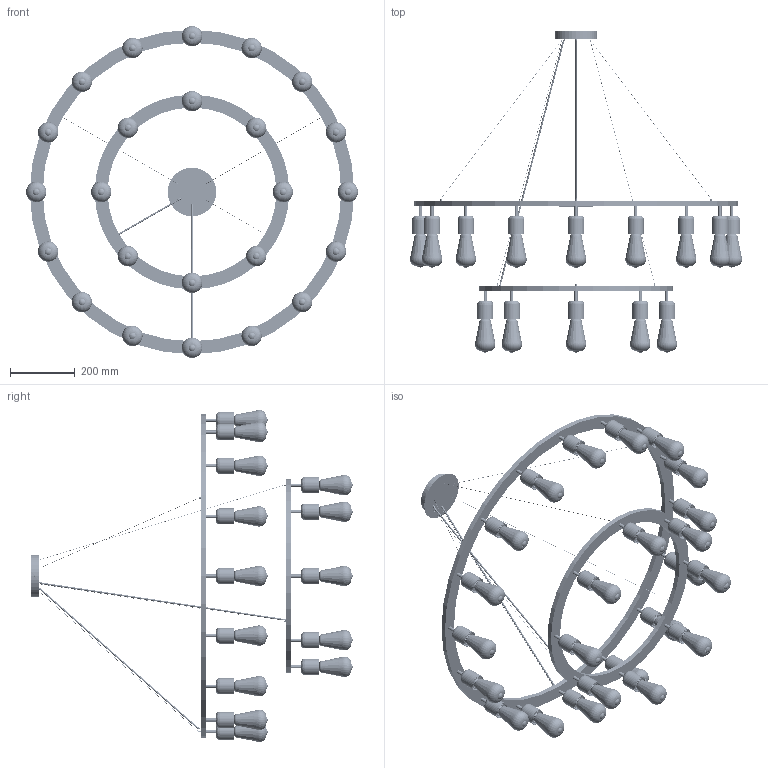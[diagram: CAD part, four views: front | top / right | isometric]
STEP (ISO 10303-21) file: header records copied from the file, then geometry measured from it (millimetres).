
FILE_DESCRIPTION (( 'STEP AP203' ), '1' );
FILE_NAME ('FI 41 16+8._exported.step', '2025-02-09T07:08:45', ( '' ), ( '' ), 'SwSTEP 2.0', 'SolidWorks 2023', '' );
FILE_SCHEMA (( 'CONFIG_CONTROL_DESIGN' ));
Length unit declared in the file: millimetre
Products named in the file (1): FI 41 16+8._exported
Bounding box: 1022.95 x 990 x 1022.95 mm (x, y, z)
Surface area: 1819000.9 mm2 (no closed solid volume)
Topology: 0 solids, 188 shells, 1153 faces, 3356 edges, 2350 vertices
Faces by surface type: cylinder 620, plane 159, bspline 156, torus 114, cone 52, sphere 52
Entity records: 212383 total; most frequent: CARTESIAN_POINT 183835, DIRECTION 5874, ORIENTED_EDGE 5395, EDGE_CURVE 3356, AXIS2_PLACEMENT_3D 2510, VERTEX_POINT 2350, CIRCLE 1512, EDGE_LOOP 1344
